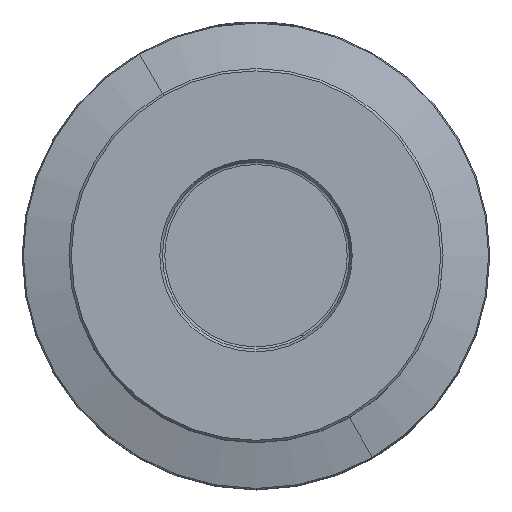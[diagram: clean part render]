
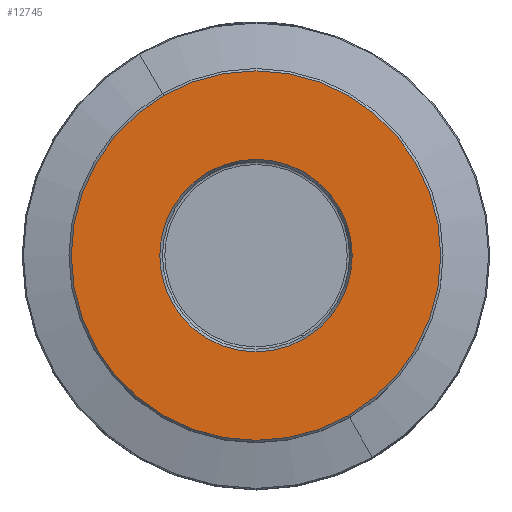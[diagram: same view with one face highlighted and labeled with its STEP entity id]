
A CAD part, top view. The second image highlights one B-rep face of the part: STEP entity #12745.
In plain terms, the highlighted planar face has unit normal (0, 0, 1).
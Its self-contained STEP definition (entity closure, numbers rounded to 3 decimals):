
#223=CARTESIAN_POINT('',(0.,0.,70.));
#224=DIRECTION('',(0.,0.,1.));
#225=DIRECTION('',(-0.5,0.866,0.));
#226=AXIS2_PLACEMENT_3D('',#223,#224,#225);
#231=CARTESIAN_POINT('',(0.,0.,70.));
#232=DIRECTION('',(0.,0.,-1.));
#233=DIRECTION('',(-0.5,0.866,0.));
#234=AXIS2_PLACEMENT_3D('',#231,#232,#233);
#253=CARTESIAN_POINT('',(0.,0.,70.));
#254=DIRECTION('',(0.,0.,-1.));
#255=DIRECTION('',(-0.5,0.866,0.));
#256=AXIS2_PLACEMENT_3D('',#253,#254,#255);
#261=CARTESIAN_POINT('',(0.,0.,70.));
#262=DIRECTION('',(0.,0.,1.));
#263=DIRECTION('',(-0.5,0.866,0.));
#264=AXIS2_PLACEMENT_3D('',#261,#262,#263);
#12450=CARTESIAN_POINT('',(-10.289,17.821,70.));
#12451=VERTEX_POINT('',#12450);
#12452=CARTESIAN_POINT('',(-19.75,34.208,70.));
#12454=VERTEX_POINT('',#12452);
#12506=CARTESIAN_POINT('',(10.289,-17.821,70.));
#12507=VERTEX_POINT('',#12506);
#12508=CARTESIAN_POINT('',(19.75,-34.208,70.));
#12510=VERTEX_POINT('',#12508);
#12730=CARTESIAN_POINT('',(0.,0.,70.));
#12731=DIRECTION('',(0.,0.,1.));
#12732=DIRECTION('',(0.5,-0.866,0.));
#12733=AXIS2_PLACEMENT_3D('',#12730,#12731,#12732);
#12734=PLANE('',#12733);
#12736=ORIENTED_EDGE('',*,*,#12735,.T.);
#12738=ORIENTED_EDGE('',*,*,#12737,.F.);
#12739=EDGE_LOOP('',(#12736,#12738));
#12740=FACE_OUTER_BOUND('',#12739,.F.);
#12741=ORIENTED_EDGE('',*,*,#12712,.T.);
#12742=ORIENTED_EDGE('',*,*,#12723,.F.);
#12743=EDGE_LOOP('',(#12741,#12742));
#12744=FACE_BOUND('',#12743,.F.);
#12745=ADVANCED_FACE('',(#12740,#12744),#12734,.T.);
#227=CIRCLE('',#226,20.577);
#235=CIRCLE('',#234,20.577);
#257=CIRCLE('',#256,39.5);
#265=CIRCLE('',#264,39.5);
#12712=EDGE_CURVE('',#12451,#12507,#227,.T.);
#12723=EDGE_CURVE('',#12451,#12507,#235,.T.);
#12735=EDGE_CURVE('',#12454,#12510,#257,.T.);
#12737=EDGE_CURVE('',#12454,#12510,#265,.T.);
